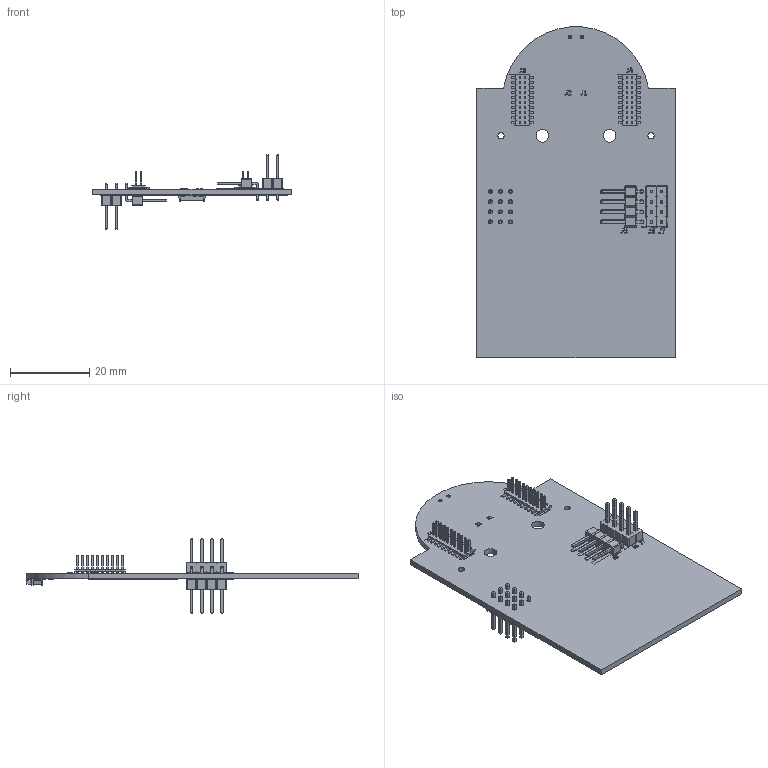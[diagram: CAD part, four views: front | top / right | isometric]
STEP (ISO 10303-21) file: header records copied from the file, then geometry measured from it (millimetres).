
FILE_DESCRIPTION(('KiCad electronic assembly'),'2;1');
FILE_NAME('mainboard.step','2025-09-06T14:36:07',('Pcbnew'),('Kicad'), 'Open CASCADE STEP processor 7.8','KiCad to STEP converter','Unknown' );
FILE_SCHEMA(('AUTOMOTIVE_DESIGN { 1 0 10303 214 1 1 1 1 }'));
Length unit declared in the file: millimetre
Products named in the file (7): mainboard 1; PinHeader_1x04_P2.54mm_Vertical; PinHeader_2x10_P1.27mm_Vertical_SMD; PinHeader_1x04_P2.54mm_Horizontal; SW_SPDT_PCM12; mainboard_silkscreen; mainboard_PCB
Assembly tree (11 placements, depth 2):
  mainboard 1
    PinHeader_1x04_P2.54mm_Vertical  x4
    PinHeader_2x10_P1.27mm_Vertical_SMD  x2
    PinHeader_1x04_P2.54mm_Horizontal  x2
    SW_SPDT_PCM12
    mainboard_silkscreen
    mainboard_PCB
Bounding box: 50 x 83.68 x 18.76 mm (x, y, z)
Volume: 6302.5 mm3; surface area: 10106.5 mm2
Topology: 10 solids, 58 shells, 1739 faces, 4989 edges, 3409 vertices
Faces by surface type: plane 1647, cylinder 90, cone 2
Full cylindrical faces by diameter (mm): 0.8 x2, 0.9 x2, 1 x24, 1.6 x2, 3.2 x2
Entity records: 37660 total; most frequent: CARTESIAN_POINT 5899, DIRECTION 5057, ORIENTED_EDGE 4973, EDGE_CURVE 2895, LINE 2523, VECTOR 2523, VERTEX_POINT 2109, AXIS2_PLACEMENT_3D 1267
